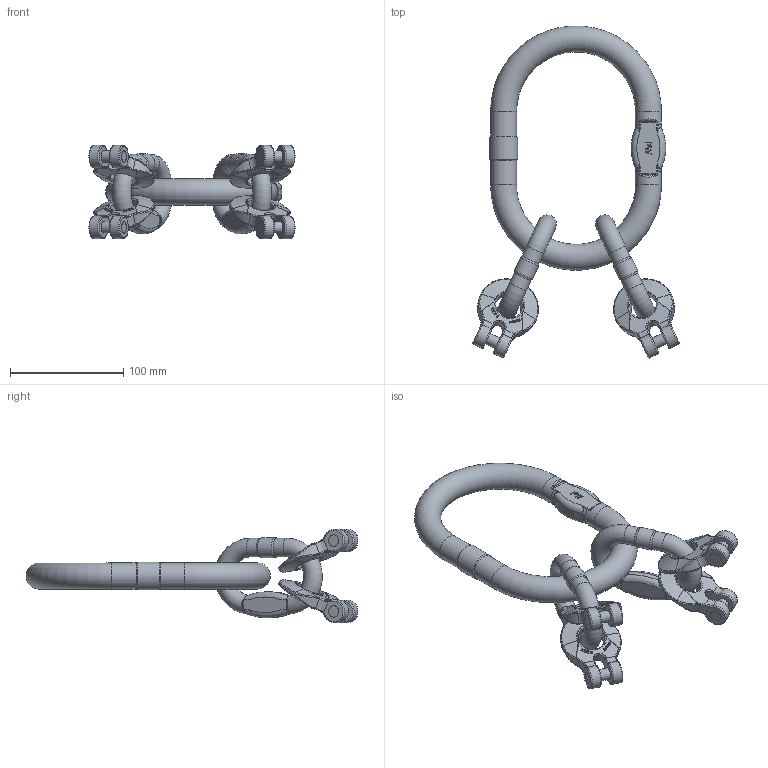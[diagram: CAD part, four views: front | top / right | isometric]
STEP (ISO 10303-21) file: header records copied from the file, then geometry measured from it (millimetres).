
FILE_DESCRIPTION(/* description */ (''),/* implementation_level */ '2;1');
FILE_NAME(/* name */ 'pewag_KMGW_4-8.stp',/* time_stamp */ '2023-01-27T14:02:32+01:00',/* author */ (''),/* organization */ (''),/* preprocessor_version */ 'ST-DEVELOPER v16',/* originating_system */ 'SIEMENS PLM Software NX 11.0',/* authorisation */ '');
FILE_SCHEMA (('AUTOMOTIVE_DESIGN { 1 0 10303 214 3 1 1 1 }'));
Length unit declared in the file: millimetre
Products named in the file (1): KSE2DF0FA72zqvo
Bounding box: 182.27 x 293.36 x 82.48 mm (x, y, z)
Volume: 416253.1 mm3; surface area: 102320.6 mm2
Topology: 20 solids, 20 shells, 1246 faces, 3247 edges, 2083 vertices
Faces by surface type: plane 439, extrusion 402, bspline 160, cylinder 125, torus 114, cone 6
Full cylindrical faces by diameter (mm): 10 x12, 16.5 x4, 17.738 x2, 23 x4, 24 x4, 24.725 x1
Entity records: 46725 total; most frequent: CARTESIAN_POINT 19754, ORIENTED_EDGE 6326, DIRECTION 3837, EDGE_CURVE 3163, VERTEX_POINT 2062, B_SPLINE_CURVE_WITH_KNOTS 1976, VECTOR 1515, EDGE_LOOP 1385
